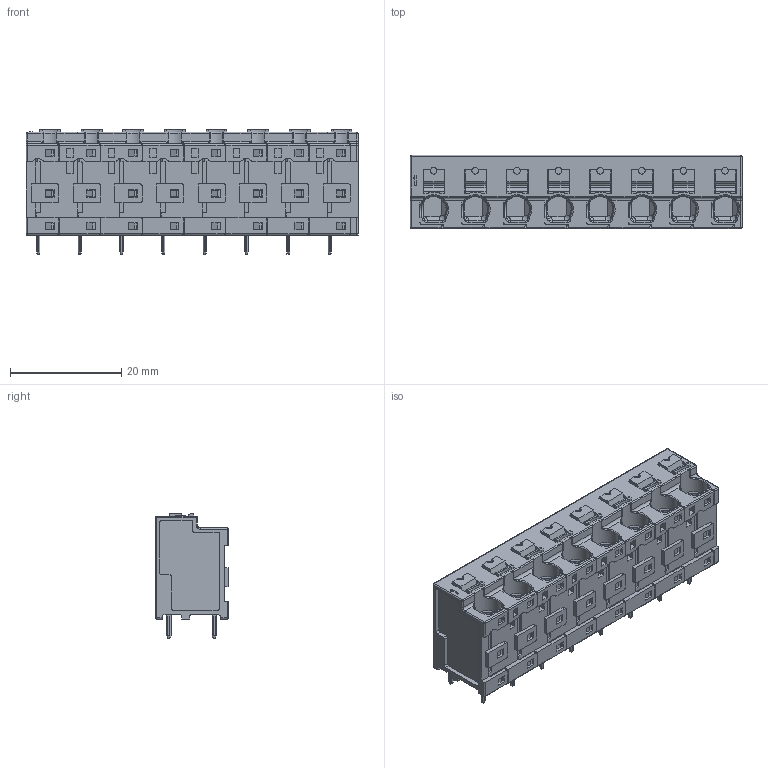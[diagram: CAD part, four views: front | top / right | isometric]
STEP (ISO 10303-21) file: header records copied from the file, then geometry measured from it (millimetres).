
FILE_DESCRIPTION(('CATIA V5 STEP Exchange','CAx-IF Rec.Pracs.--- Model Styling and Organization---1.5--- 2016-08-15','CAx-IF Rec.Pracs.---Supplemental Geometry---1.0---2011-11-01','CAx-IF Rec.Pracs.--- Composite Materials ---1.1---2010-07-15'),'2;1');
FILE_NAME ('2124196-2_0', '2025-12-02T14:32:42+00:00', ('none'), ('Weidmueller'), 'CATIA Version 5-6 Release 2024 SP4', 'CATIA V5 STEP AP214 v3', 'none');
FILE_SCHEMA(('AUTOMOTIVE_DESIGN { 1 0 10303 214 1 1 1 1 }'));
Products named in the file (1): 3124740000
Bounding box: 59.8 x 13.2 x 22.5 mm (x, y, z)
Volume: 9974.8 mm3; surface area: 11245.5 mm2
Topology: 1 solids, 3 shells, 2948 faces, 7988 edges, 5169 vertices
Faces by surface type: plane 2001, cylinder 592, bspline 163, extrusion 88, torus 42, cone 32, sphere 30
Entity records: 97099 total; most frequent: CARTESIAN_POINT 27763, ORIENTED_EDGE 15918, DIRECTION 10019, EDGE_CURVE 7959, VECTOR 5990, LINE 5902, VERTEX_POINT 5169, EDGE_LOOP 3180
